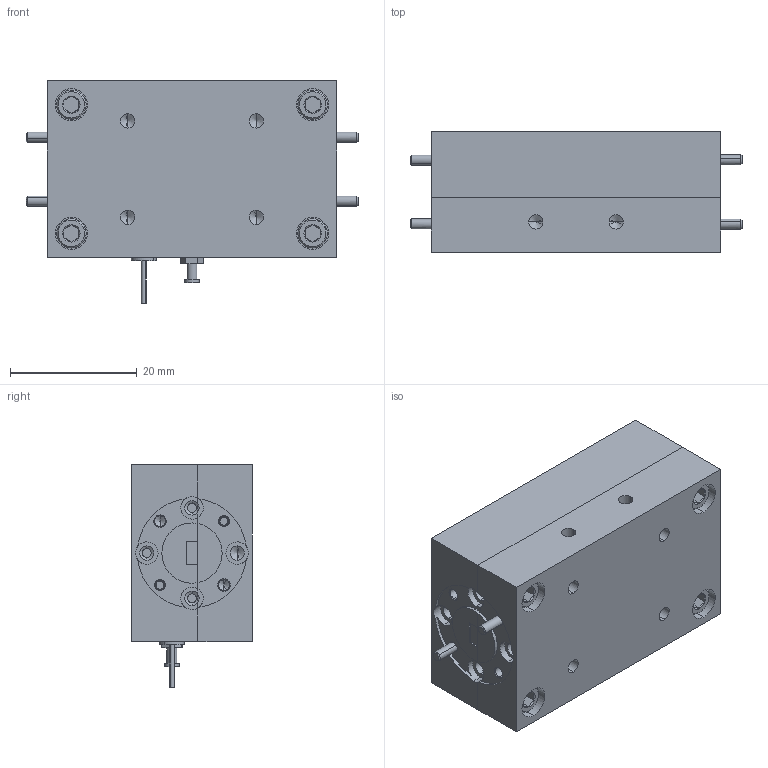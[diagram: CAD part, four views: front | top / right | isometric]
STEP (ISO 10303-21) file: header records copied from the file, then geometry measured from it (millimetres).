
FILE_DESCRIPTION (( 'STEP AP214' ), '1' );
FILE_NAME ('BG-SV-2-A-2, Defeatured.STEP', '2024-04-10T23:29:46', ( '' ), ( '' ), 'SwSTEP 2.0', 'SolidWorks 2021', '' );
FILE_SCHEMA (( 'AUTOMOTIVE_DESIGN' ));
Length unit declared in the file: inch
Products named in the file (1): BG-SV-2-A-2, Defeatured
Bounding box: 52.45 x 19.05 x 35.18 mm (x, y, z)
Volume: 23587.4 mm3; surface area: 9500.9 mm2
Topology: 2 solids, 6 shells, 542 faces, 1346 edges, 839 vertices
Faces by surface type: plane 190, cylinder 184, cone 160, bspline 8
Entity records: 25129 total; most frequent: CARTESIAN_POINT 5672, DIRECTION 2746, ORIENTED_EDGE 2640, EDGE_CURVE 1320, AXIS2_PLACEMENT_3D 1069, VERTEX_POINT 839, LINE 608, VECTOR 608
